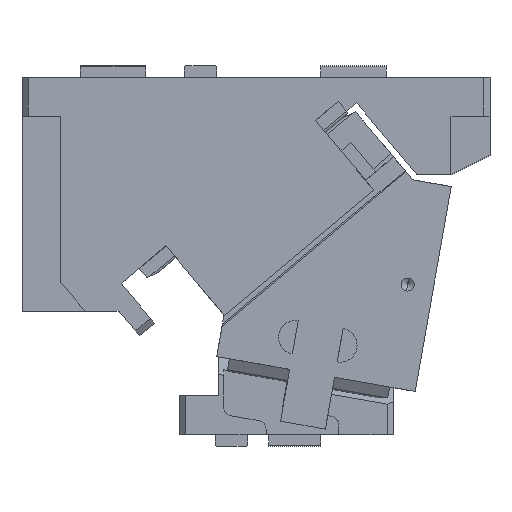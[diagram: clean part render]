
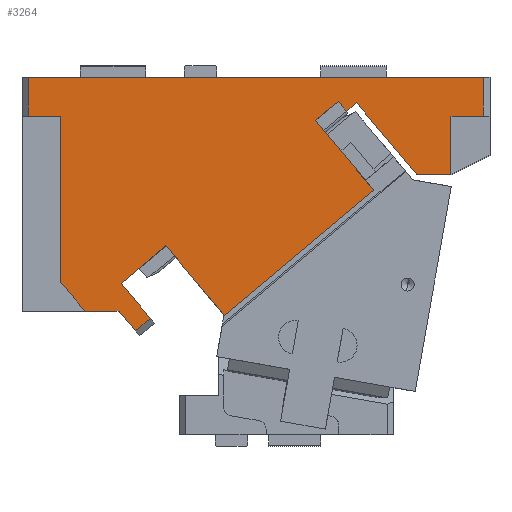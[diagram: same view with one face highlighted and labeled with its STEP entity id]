
A CAD part, front view. The second image highlights one B-rep face of the part: STEP entity #3264.
In plain terms, the highlighted planar face has unit normal (0, -1, 0).
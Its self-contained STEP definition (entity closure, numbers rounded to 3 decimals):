
#117=CARTESIAN_POINT('Vertex',(5.,-55.,0.)) ;
#120=CARTESIAN_POINT('Line Origine',(180.,-55.,0.)) ;
#124=CARTESIAN_POINT('Vertex',(355.,-55.,0.)) ;
#1261=CARTESIAN_POINT('Line Origine',(213.206,-55.,-135.099)) ;
#1265=CARTESIAN_POINT('Vertex',(270.659,-55.,-86.89)) ;
#1267=CARTESIAN_POINT('Vertex',(155.752,-55.,-183.308)) ;
#1339=CARTESIAN_POINT('Line Origine',(133.255,-55.,-156.496)) ;
#1343=CARTESIAN_POINT('Vertex',(110.757,-55.,-129.685)) ;
#1407=CARTESIAN_POINT('Vertex',(225.664,-55.,-33.267)) ;
#1410=CARTESIAN_POINT('Line Origine',(248.162,-55.,-60.078)) ;
#1488=CARTESIAN_POINT('Vertex',(5.,-55.,-30.)) ;
#1491=CARTESIAN_POINT('Line Origine',(5.,-55.,-15.)) ;
#2040=CARTESIAN_POINT('Vertex',(30.,-55.,-30.)) ;
#2045=CARTESIAN_POINT('Line Origine',(17.5,-55.,-30.)) ;
#2078=CARTESIAN_POINT('Vertex',(30.,-55.,-157.9)) ;
#2081=CARTESIAN_POINT('Line Origine',(30.,-55.,-93.95)) ;
#2109=CARTESIAN_POINT('Vertex',(48.544,-55.,-180.)) ;
#2112=CARTESIAN_POINT('Line Origine',(39.272,-55.,-168.95)) ;
#2329=CARTESIAN_POINT('Vertex',(74.653,-55.,-180.)) ;
#2332=CARTESIAN_POINT('Line Origine',(61.598,-55.,-180.)) ;
#2413=CARTESIAN_POINT('Vertex',(87.292,-55.,-195.063)) ;
#2416=CARTESIAN_POINT('Line Origine',(80.972,-55.,-187.532)) ;
#2446=CARTESIAN_POINT('Vertex',(98.783,-55.,-185.422)) ;
#2449=CARTESIAN_POINT('Line Origine',(93.038,-55.,-190.243)) ;
#2494=CARTESIAN_POINT('Vertex',(76.285,-55.,-158.61)) ;
#2497=CARTESIAN_POINT('Line Origine',(87.534,-55.,-172.016)) ;
#2520=CARTESIAN_POINT('Vertex',(249.711,-55.,-26.143)) ;
#2525=CARTESIAN_POINT('Line Origine',(246.497,-55.,-22.313)) ;
#2529=CARTESIAN_POINT('Vertex',(243.283,-55.,-18.482)) ;
#2874=CARTESIAN_POINT('Line Origine',(253.541,-55.,-22.929)) ;
#2878=CARTESIAN_POINT('Vertex',(257.371,-55.,-19.715)) ;
#2918=CARTESIAN_POINT('Vertex',(303.761,-55.,-75.)) ;
#2921=CARTESIAN_POINT('Line Origine',(280.566,-55.,-47.357)) ;
#3181=CARTESIAN_POINT('Line Origine',(234.474,-55.,-25.874)) ;
#3186=CARTESIAN_POINT('Line Origine',(93.521,-55.,-144.147)) ;
#3210=CARTESIAN_POINT('Axis2P3D Location',(0.,-55.,0.)) ;
#3215=CARTESIAN_POINT('Line Origine',(316.881,-55.,-75.)) ;
#3219=CARTESIAN_POINT('Vertex',(330.,-55.,-75.)) ;
#3222=CARTESIAN_POINT('Line Origine',(330.,-55.,-52.5)) ;
#3226=CARTESIAN_POINT('Vertex',(330.,-55.,-30.)) ;
#3229=CARTESIAN_POINT('Line Origine',(342.5,-55.,-30.)) ;
#3233=CARTESIAN_POINT('Vertex',(355.,-55.,-30.)) ;
#3236=CARTESIAN_POINT('Line Origine',(355.,-55.,-15.)) ;
#121=DIRECTION('Vector Direction',(1.,0.,0.)) ;
#1262=DIRECTION('Vector Direction',(-0.766,0.,-0.643)) ;
#1340=DIRECTION('Vector Direction',(-0.643,0.,0.766)) ;
#1411=DIRECTION('Vector Direction',(0.643,0.,-0.766)) ;
#1492=DIRECTION('Vector Direction',(0.,0.,-1.)) ;
#2046=DIRECTION('Vector Direction',(1.,0.,0.)) ;
#2082=DIRECTION('Vector Direction',(0.,0.,-1.)) ;
#2113=DIRECTION('Vector Direction',(-0.643,0.,0.766)) ;
#2333=DIRECTION('Vector Direction',(1.,0.,0.)) ;
#2417=DIRECTION('Vector Direction',(-0.643,0.,0.766)) ;
#2450=DIRECTION('Vector Direction',(0.766,0.,0.643)) ;
#2498=DIRECTION('Vector Direction',(-0.643,0.,0.766)) ;
#2526=DIRECTION('Vector Direction',(0.643,0.,-0.766)) ;
#2875=DIRECTION('Vector Direction',(0.766,0.,0.643)) ;
#2922=DIRECTION('Vector Direction',(0.643,0.,-0.766)) ;
#3182=DIRECTION('Vector Direction',(0.766,0.,0.643)) ;
#3187=DIRECTION('Vector Direction',(0.766,0.,0.643)) ;
#3211=DIRECTION('Axis2P3D Direction',(0.,-1.,0.)) ;
#3212=DIRECTION('Axis2P3D XDirection',(0.,0.,-1.)) ;
#3216=DIRECTION('Vector Direction',(1.,0.,0.)) ;
#3223=DIRECTION('Vector Direction',(0.,0.,-1.)) ;
#3230=DIRECTION('Vector Direction',(-1.,0.,0.)) ;
#3237=DIRECTION('Vector Direction',(0.,0.,-1.)) ;
#3213=AXIS2_PLACEMENT_3D('Plane Axis2P3D',#3210,#3211,#3212) ;
#3242=ORIENTED_EDGE('',*,*,#2531,.T.) ;
#3243=ORIENTED_EDGE('',*,*,#2880,.T.) ;
#3244=ORIENTED_EDGE('',*,*,#2925,.T.) ;
#3245=ORIENTED_EDGE('',*,*,#3221,.T.) ;
#3246=ORIENTED_EDGE('',*,*,#3228,.F.) ;
#3247=ORIENTED_EDGE('',*,*,#3235,.F.) ;
#3248=ORIENTED_EDGE('',*,*,#3240,.F.) ;
#3249=ORIENTED_EDGE('',*,*,#126,.T.) ;
#3250=ORIENTED_EDGE('',*,*,#1495,.T.) ;
#3251=ORIENTED_EDGE('',*,*,#2049,.T.) ;
#3252=ORIENTED_EDGE('',*,*,#2085,.T.) ;
#3253=ORIENTED_EDGE('',*,*,#2116,.F.) ;
#3254=ORIENTED_EDGE('',*,*,#2336,.T.) ;
#3255=ORIENTED_EDGE('',*,*,#2420,.F.) ;
#3256=ORIENTED_EDGE('',*,*,#2453,.T.) ;
#3257=ORIENTED_EDGE('',*,*,#2501,.T.) ;
#3258=ORIENTED_EDGE('',*,*,#3190,.T.) ;
#3259=ORIENTED_EDGE('',*,*,#1345,.F.) ;
#3260=ORIENTED_EDGE('',*,*,#1269,.F.) ;
#3261=ORIENTED_EDGE('',*,*,#1414,.F.) ;
#3262=ORIENTED_EDGE('',*,*,#3185,.T.) ;
#122=VECTOR('Line Direction',#121,1.) ;
#1263=VECTOR('Line Direction',#1262,1.) ;
#1341=VECTOR('Line Direction',#1340,1.) ;
#1412=VECTOR('Line Direction',#1411,1.) ;
#1493=VECTOR('Line Direction',#1492,1.) ;
#2047=VECTOR('Line Direction',#2046,1.) ;
#2083=VECTOR('Line Direction',#2082,1.) ;
#2114=VECTOR('Line Direction',#2113,1.) ;
#2334=VECTOR('Line Direction',#2333,1.) ;
#2418=VECTOR('Line Direction',#2417,1.) ;
#2451=VECTOR('Line Direction',#2450,1.) ;
#2499=VECTOR('Line Direction',#2498,1.) ;
#2527=VECTOR('Line Direction',#2526,1.) ;
#2876=VECTOR('Line Direction',#2875,1.) ;
#2923=VECTOR('Line Direction',#2922,1.) ;
#3183=VECTOR('Line Direction',#3182,1.) ;
#3188=VECTOR('Line Direction',#3187,1.) ;
#3217=VECTOR('Line Direction',#3216,1.) ;
#3224=VECTOR('Line Direction',#3223,1.) ;
#3231=VECTOR('Line Direction',#3230,1.) ;
#3238=VECTOR('Line Direction',#3237,1.) ;
#3264=ADVANCED_FACE('CAM HOLDER',(#3263),#3214,.T.) ;
#126=EDGE_CURVE('',#125,#118,#123,.F.) ;
#1269=EDGE_CURVE('',#1266,#1268,#1264,.T.) ;
#1345=EDGE_CURVE('',#1268,#1344,#1342,.T.) ;
#1414=EDGE_CURVE('',#1408,#1266,#1413,.T.) ;
#1495=EDGE_CURVE('',#118,#1489,#1494,.T.) ;
#2049=EDGE_CURVE('',#1489,#2041,#2048,.T.) ;
#2085=EDGE_CURVE('',#2041,#2079,#2084,.T.) ;
#2116=EDGE_CURVE('',#2110,#2079,#2115,.T.) ;
#2336=EDGE_CURVE('',#2110,#2330,#2335,.T.) ;
#2420=EDGE_CURVE('',#2414,#2330,#2419,.T.) ;
#2453=EDGE_CURVE('',#2414,#2447,#2452,.T.) ;
#2501=EDGE_CURVE('',#2447,#2495,#2500,.T.) ;
#2531=EDGE_CURVE('',#2530,#2521,#2528,.T.) ;
#2880=EDGE_CURVE('',#2521,#2879,#2877,.T.) ;
#2925=EDGE_CURVE('',#2879,#2919,#2924,.T.) ;
#3185=EDGE_CURVE('',#1408,#2530,#3184,.T.) ;
#3190=EDGE_CURVE('',#2495,#1344,#3189,.T.) ;
#3221=EDGE_CURVE('',#2919,#3220,#3218,.T.) ;
#3228=EDGE_CURVE('',#3227,#3220,#3225,.T.) ;
#3235=EDGE_CURVE('',#3234,#3227,#3232,.T.) ;
#3240=EDGE_CURVE('',#125,#3234,#3239,.T.) ;
#3241=EDGE_LOOP('',(#3242,#3243,#3244,#3245,#3246,#3247,#3248,#3249,#3250,#3251,#3252,#3253,#3254,#3255,#3256,#3257,#3258,#3259,#3260,#3261,#3262)) ;
#3263=FACE_OUTER_BOUND('',#3241,.T.) ;
#123=LINE('Line',#120,#122) ;
#1264=LINE('Line',#1261,#1263) ;
#1342=LINE('Line',#1339,#1341) ;
#1413=LINE('Line',#1410,#1412) ;
#1494=LINE('Line',#1491,#1493) ;
#2048=LINE('Line',#2045,#2047) ;
#2084=LINE('Line',#2081,#2083) ;
#2115=LINE('Line',#2112,#2114) ;
#2335=LINE('Line',#2332,#2334) ;
#2419=LINE('Line',#2416,#2418) ;
#2452=LINE('Line',#2449,#2451) ;
#2500=LINE('Line',#2497,#2499) ;
#2528=LINE('Line',#2525,#2527) ;
#2877=LINE('Line',#2874,#2876) ;
#2924=LINE('Line',#2921,#2923) ;
#3184=LINE('Line',#3181,#3183) ;
#3189=LINE('Line',#3186,#3188) ;
#3218=LINE('Line',#3215,#3217) ;
#3225=LINE('Line',#3222,#3224) ;
#3232=LINE('Line',#3229,#3231) ;
#3239=LINE('Line',#3236,#3238) ;
#3214=PLANE('Plane',#3213) ;
#118=VERTEX_POINT('',#117) ;
#125=VERTEX_POINT('',#124) ;
#1266=VERTEX_POINT('',#1265) ;
#1268=VERTEX_POINT('',#1267) ;
#1344=VERTEX_POINT('',#1343) ;
#1408=VERTEX_POINT('',#1407) ;
#1489=VERTEX_POINT('',#1488) ;
#2041=VERTEX_POINT('',#2040) ;
#2079=VERTEX_POINT('',#2078) ;
#2110=VERTEX_POINT('',#2109) ;
#2330=VERTEX_POINT('',#2329) ;
#2414=VERTEX_POINT('',#2413) ;
#2447=VERTEX_POINT('',#2446) ;
#2495=VERTEX_POINT('',#2494) ;
#2521=VERTEX_POINT('',#2520) ;
#2530=VERTEX_POINT('',#2529) ;
#2879=VERTEX_POINT('',#2878) ;
#2919=VERTEX_POINT('',#2918) ;
#3220=VERTEX_POINT('',#3219) ;
#3227=VERTEX_POINT('',#3226) ;
#3234=VERTEX_POINT('',#3233) ;
